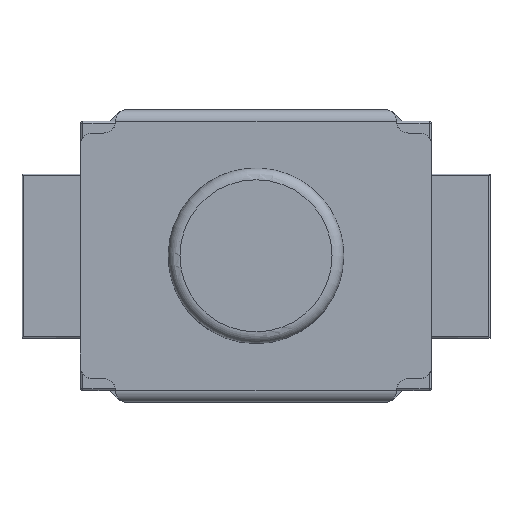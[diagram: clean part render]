
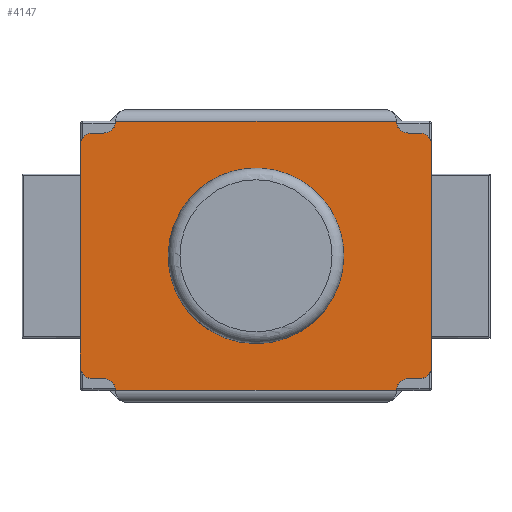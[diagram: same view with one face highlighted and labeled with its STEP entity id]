
A CAD part, top view. The second image highlights one B-rep face of the part: STEP entity #4147.
In plain terms, the highlighted planar face has unit normal (0, 0, 1).
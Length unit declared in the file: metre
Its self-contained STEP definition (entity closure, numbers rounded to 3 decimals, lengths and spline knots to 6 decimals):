
#296=CIRCLE('',#5019,0.00075);
#297=CIRCLE('',#5021,0.0001);
#298=CIRCLE('',#5025,0.0001);
#299=CIRCLE('',#5027,0.0001);
#300=CIRCLE('',#5033,0.0001);
#301=CIRCLE('',#5036,0.0001);
#302=CIRCLE('',#5040,0.0001);
#304=CIRCLE('',#5045,0.0001);
#306=CIRCLE('',#5049,0.0001);
#1411=ORIENTED_EDGE('',*,*,#2013,.F.);
#1412=ORIENTED_EDGE('',*,*,#2035,.F.);
#1413=ORIENTED_EDGE('',*,*,#2033,.T.);
#1414=ORIENTED_EDGE('',*,*,#2031,.F.);
#1415=ORIENTED_EDGE('',*,*,#2029,.F.);
#1416=ORIENTED_EDGE('',*,*,#2027,.F.);
#1417=ORIENTED_EDGE('',*,*,#2021,.F.);
#1418=ORIENTED_EDGE('',*,*,#2017,.F.);
#1419=ORIENTED_EDGE('',*,*,#2015,.T.);
#1420=ORIENTED_EDGE('',*,*,#2020,.T.);
#1421=ORIENTED_EDGE('',*,*,#2024,.T.);
#1422=ORIENTED_EDGE('',*,*,#2026,.T.);
#1423=ORIENTED_EDGE('',*,*,#2052,.F.);
#1424=ORIENTED_EDGE('',*,*,#2166,.T.);
#1425=ORIENTED_EDGE('',*,*,#2046,.F.);
#1426=ORIENTED_EDGE('',*,*,#2038,.F.);
#1427=ORIENTED_EDGE('',*,*,#2040,.T.);
#2013=EDGE_CURVE('',#2473,#2473,#296,.T.);
#2015=EDGE_CURVE('',#2475,#2474,#297,.T.);
#2017=EDGE_CURVE('',#2475,#2476,#2813,.T.);
#2020=EDGE_CURVE('',#2474,#2477,#2816,.T.);
#2021=EDGE_CURVE('',#2476,#2370,#298,.T.);
#2024=EDGE_CURVE('',#2477,#2478,#299,.T.);
#2026=EDGE_CURVE('',#2478,#2479,#2820,.T.);
#2027=EDGE_CURVE('',#2370,#2371,#2821,.T.);
#2029=EDGE_CURVE('',#2371,#2480,#300,.T.);
#2031=EDGE_CURVE('',#2480,#2481,#2824,.T.);
#2033=EDGE_CURVE('',#2482,#2481,#301,.T.);
#2035=EDGE_CURVE('',#2482,#2483,#2827,.T.);
#2038=EDGE_CURVE('',#2484,#2485,#2830,.T.);
#2040=EDGE_CURVE('',#2484,#2483,#302,.T.);
#2046=EDGE_CURVE('',#2485,#2488,#304,.T.);
#2052=EDGE_CURVE('',#2492,#2479,#306,.T.);
#2166=EDGE_CURVE('',#2492,#2488,#2907,.T.);
#2370=VERTEX_POINT('',#6885);
#2371=VERTEX_POINT('',#6890);
#2473=VERTEX_POINT('',#7252);
#2474=VERTEX_POINT('',#7255);
#2475=VERTEX_POINT('',#7257);
#2476=VERTEX_POINT('',#7261);
#2477=VERTEX_POINT('',#7265);
#2478=VERTEX_POINT('',#7272);
#2479=VERTEX_POINT('',#7277);
#2480=VERTEX_POINT('',#7285);
#2481=VERTEX_POINT('',#7289);
#2482=VERTEX_POINT('',#7293);
#2483=VERTEX_POINT('',#7297);
#2484=VERTEX_POINT('',#7301);
#2485=VERTEX_POINT('',#7303);
#2488=VERTEX_POINT('',#7318);
#2492=VERTEX_POINT('',#7329);
#2813=LINE('',#7260,#3197);
#2816=LINE('',#7266,#3200);
#2820=LINE('',#7278,#3204);
#2821=LINE('',#7280,#3205);
#2824=LINE('',#7288,#3208);
#2827=LINE('',#7296,#3211);
#2830=LINE('',#7302,#3214);
#2907=LINE('',#7551,#3291);
#3197=VECTOR('',#5994,1.);
#3200=VECTOR('',#5999,1.);
#3204=VECTOR('',#6015,1.);
#3205=VECTOR('',#6018,1.);
#3208=VECTOR('',#6029,1.);
#3211=VECTOR('',#6038,1.);
#3214=VECTOR('',#6043,1.);
#3291=VECTOR('',#6344,1.);
#3552=EDGE_LOOP('',(#1411));
#3553=EDGE_LOOP('',(#1412,#1413,#1414,#1415,#1416,#1417,#1418,#1419,#1420,
#1421,#1422,#1423,#1424,#1425,#1426,#1427));
#3797=FACE_BOUND('',#3552,.T.);
#3798=FACE_BOUND('',#3553,.T.);
#3914=PLANE('',#5150);
#4147=ADVANCED_FACE('',(#3797,#3798),#3914,.F.);
#5019=AXIS2_PLACEMENT_3D('',#7251,#5984,#5985);
#5021=AXIS2_PLACEMENT_3D('',#7256,#5989,#5990);
#5025=AXIS2_PLACEMENT_3D('',#7268,#6002,#6003);
#5027=AXIS2_PLACEMENT_3D('',#7273,#6008,#6009);
#5033=AXIS2_PLACEMENT_3D('',#7284,#6024,#6025);
#5036=AXIS2_PLACEMENT_3D('',#7292,#6033,#6034);
#5040=AXIS2_PLACEMENT_3D('',#7306,#6047,#6048);
#5045=AXIS2_PLACEMENT_3D('',#7317,#6061,#6062);
#5049=AXIS2_PLACEMENT_3D('',#7330,#6073,#6074);
#5150=AXIS2_PLACEMENT_3D('',#7550,#6342,#6343);
#5984=DIRECTION('',(0.,0.,1.));
#5985=DIRECTION('',(1.,0.,0.));
#5989=DIRECTION('',(0.,0.,1.));
#5990=DIRECTION('',(1.,0.,0.));
#5994=DIRECTION('',(-1.,0.,0.));
#5999=DIRECTION('',(0.,1.,0.));
#6002=DIRECTION('',(0.,0.,1.));
#6003=DIRECTION('',(1.,0.,0.));
#6008=DIRECTION('',(0.,0.,1.));
#6009=DIRECTION('',(1.,0.,0.));
#6015=DIRECTION('',(-1.,0.,0.));
#6018=DIRECTION('',(-1.,0.,0.));
#6024=DIRECTION('',(0.,0.,1.));
#6025=DIRECTION('',(1.,0.,0.));
#6029=DIRECTION('',(-1.,0.,0.));
#6033=DIRECTION('',(0.,0.,1.));
#6034=DIRECTION('',(1.,0.,0.));
#6038=DIRECTION('',(0.,1.,0.));
#6043=DIRECTION('',(1.,0.,0.));
#6047=DIRECTION('',(0.,0.,1.));
#6048=DIRECTION('',(1.,0.,0.));
#6061=DIRECTION('',(0.,0.,1.));
#6062=DIRECTION('',(1.,0.,0.));
#6073=DIRECTION('',(0.,0.,1.));
#6074=DIRECTION('',(1.,0.,0.));
#6342=DIRECTION('',(0.,0.,-1.));
#6343=DIRECTION('',(-1.,0.,0.));
#6344=DIRECTION('',(-1.,0.,0.));
#6885=CARTESIAN_POINT('',(0.0012,-0.00115,0.00119));
#6890=CARTESIAN_POINT('',(-0.0012,-0.00115,0.00119));
#7251=CARTESIAN_POINT('',(0.,0.,0.00119));
#7252=CARTESIAN_POINT('',(0.00075,0.,0.00119));
#7255=CARTESIAN_POINT('',(0.0015,-0.00095,0.00119));
#7256=CARTESIAN_POINT('',(0.0014,-0.00095,0.00119));
#7257=CARTESIAN_POINT('',(0.0014,-0.00105,0.00119));
#7260=CARTESIAN_POINT('',(-0.0013,-0.00105,0.00119));
#7261=CARTESIAN_POINT('',(0.0013,-0.00105,0.00119));
#7265=CARTESIAN_POINT('',(0.0015,0.00095,0.00119));
#7266=CARTESIAN_POINT('',(0.0015,0.00105,0.00119));
#7268=CARTESIAN_POINT('',(0.0013,-0.00115,0.00119));
#7272=CARTESIAN_POINT('',(0.0014,0.00105,0.00119));
#7273=CARTESIAN_POINT('',(0.0014,0.00095,0.00119));
#7277=CARTESIAN_POINT('',(0.0013,0.00105,0.00119));
#7278=CARTESIAN_POINT('',(-0.0014,0.00105,0.00119));
#7280=CARTESIAN_POINT('',(0.,-0.00115,0.00119));
#7284=CARTESIAN_POINT('',(-0.0013,-0.00115,0.00119));
#7285=CARTESIAN_POINT('',(-0.0013,-0.00105,0.00119));
#7288=CARTESIAN_POINT('',(-0.0013,-0.00105,0.00119));
#7289=CARTESIAN_POINT('',(-0.0014,-0.00105,0.00119));
#7292=CARTESIAN_POINT('',(-0.0014,-0.00095,0.00119));
#7293=CARTESIAN_POINT('',(-0.0015,-0.00095,0.00119));
#7296=CARTESIAN_POINT('',(-0.0015,-0.0008,0.00119));
#7297=CARTESIAN_POINT('',(-0.0015,0.00095,0.00119));
#7301=CARTESIAN_POINT('',(-0.0014,0.00105,0.00119));
#7302=CARTESIAN_POINT('',(-0.0014,0.00105,0.00119));
#7303=CARTESIAN_POINT('',(-0.0013,0.00105,0.00119));
#7306=CARTESIAN_POINT('',(-0.0014,0.00095,0.00119));
#7317=CARTESIAN_POINT('',(-0.0013,0.00115,0.00119));
#7318=CARTESIAN_POINT('',(-0.0012,0.00115,0.00119));
#7329=CARTESIAN_POINT('',(0.0012,0.00115,0.00119));
#7330=CARTESIAN_POINT('',(0.0013,0.00115,0.00119));
#7550=CARTESIAN_POINT('',(-0.0014,0.00105,0.00119));
#7551=CARTESIAN_POINT('',(0.,0.00115,0.00119));
